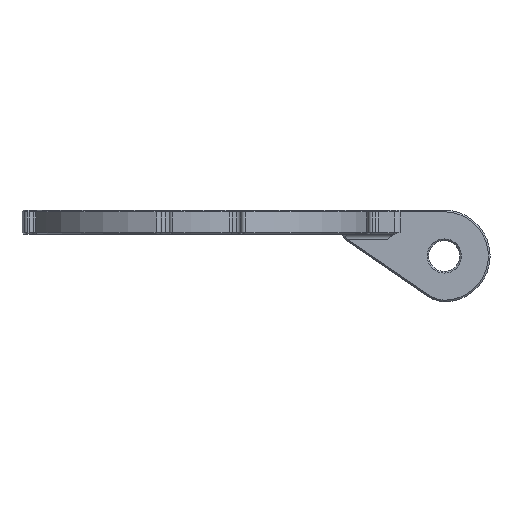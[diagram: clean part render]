
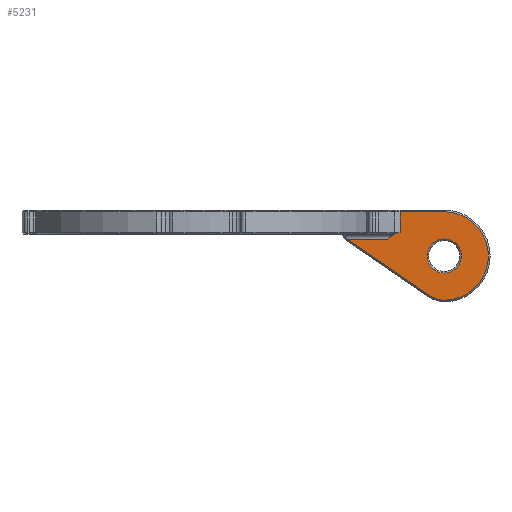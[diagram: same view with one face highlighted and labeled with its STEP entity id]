
A CAD part, left-side view. The second image highlights one B-rep face of the part: STEP entity #5231.
In plain terms, the highlighted planar face has unit normal (-1, 0, 0).
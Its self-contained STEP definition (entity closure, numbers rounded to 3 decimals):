
#146=FACE_BOUND('',#905,.T.);
#149=CIRCLE('',#5589,7.6);
#150=CIRCLE('',#5590,11.104);
#151=CIRCLE('',#5591,11.104);
#152=CIRCLE('',#5592,4.3);
#408=(
BOUNDED_CURVE()
B_SPLINE_CURVE(2,(#7937,#7938,#7939),.UNSPECIFIED.,.F.,.F.)
B_SPLINE_CURVE_WITH_KNOTS((3,3),(1.044,1.177),
 .UNSPECIFIED.)
CURVE()
GEOMETRIC_REPRESENTATION_ITEM()
RATIONAL_B_SPLINE_CURVE((1.886,1.805,1.689))
REPRESENTATION_ITEM('')
);
#409=(
BOUNDED_CURVE()
B_SPLINE_CURVE(2,(#7955,#7956,#7957),.UNSPECIFIED.,.F.,.F.)
B_SPLINE_CURVE_WITH_KNOTS((3,3),(0.14,0.279),
 .UNSPECIFIED.)
CURVE()
GEOMETRIC_REPRESENTATION_ITEM()
RATIONAL_B_SPLINE_CURVE((1.,1.049,1.))
REPRESENTATION_ITEM('')
);
#420=PLANE('',#5588);
#563=FACE_OUTER_BOUND('',#904,.T.);
#904=EDGE_LOOP('',(#3559,#3560,#3561,#3562,#3563,#3564,#3565,#3566,#3567,
#3568,#3569));
#905=EDGE_LOOP('',(#3570));
#1271=LINE('',#7933,#1777);
#1272=LINE('',#7940,#1778);
#1273=LINE('',#7942,#1779);
#1274=LINE('',#7948,#1780);
#1275=LINE('',#7952,#1781);
#1276=LINE('',#7954,#1782);
#1777=VECTOR('',#6198,10.);
#1778=VECTOR('',#6201,10.);
#1779=VECTOR('',#6202,10.);
#1780=VECTOR('',#6207,10.);
#1781=VECTOR('',#6210,10.);
#1782=VECTOR('',#6211,10.);
#2287=VERTEX_POINT('',#7908);
#2290=VERTEX_POINT('',#7931);
#2291=VERTEX_POINT('',#7935);
#2292=VERTEX_POINT('',#7936);
#2293=VERTEX_POINT('',#7941);
#2294=VERTEX_POINT('',#7943);
#2295=VERTEX_POINT('',#7945);
#2296=VERTEX_POINT('',#7947);
#2297=VERTEX_POINT('',#7949);
#2298=VERTEX_POINT('',#7951);
#2299=VERTEX_POINT('',#7953);
#2300=VERTEX_POINT('',#7958);
#2754=EDGE_CURVE('',#2290,#2287,#1271,.T.);
#2755=EDGE_CURVE('',#2291,#2292,#408,.T.);
#2756=EDGE_CURVE('',#2292,#2287,#1272,.T.);
#2757=EDGE_CURVE('',#2293,#2290,#1273,.T.);
#2758=EDGE_CURVE('',#2294,#2293,#149,.T.);
#2759=EDGE_CURVE('',#2295,#2294,#150,.T.);
#2760=EDGE_CURVE('',#2296,#2295,#1274,.T.);
#2761=EDGE_CURVE('',#2297,#2296,#151,.T.);
#2762=EDGE_CURVE('',#2298,#2297,#1275,.T.);
#2763=EDGE_CURVE('',#2299,#2298,#1276,.T.);
#2764=EDGE_CURVE('',#2291,#2299,#409,.F.);
#2765=EDGE_CURVE('',#2300,#2300,#152,.T.);
#3559=ORIENTED_EDGE('',*,*,#2755,.T.);
#3560=ORIENTED_EDGE('',*,*,#2756,.T.);
#3561=ORIENTED_EDGE('',*,*,#2754,.F.);
#3562=ORIENTED_EDGE('',*,*,#2757,.F.);
#3563=ORIENTED_EDGE('',*,*,#2758,.F.);
#3564=ORIENTED_EDGE('',*,*,#2759,.F.);
#3565=ORIENTED_EDGE('',*,*,#2760,.F.);
#3566=ORIENTED_EDGE('',*,*,#2761,.F.);
#3567=ORIENTED_EDGE('',*,*,#2762,.F.);
#3568=ORIENTED_EDGE('',*,*,#2763,.F.);
#3569=ORIENTED_EDGE('',*,*,#2764,.F.);
#3570=ORIENTED_EDGE('',*,*,#2765,.F.);
#5231=ADVANCED_FACE('',(#563,#146),#420,.T.);
#5588=AXIS2_PLACEMENT_3D('',#7934,#6199,#6200);
#5589=AXIS2_PLACEMENT_3D('',#7944,#6203,#6204);
#5590=AXIS2_PLACEMENT_3D('',#7946,#6205,#6206);
#5591=AXIS2_PLACEMENT_3D('',#7950,#6208,#6209);
#5592=AXIS2_PLACEMENT_3D('',#7959,#6212,#6213);
#6198=DIRECTION('',(0.,-1.,0.));
#6199=DIRECTION('center_axis',(-1.,0.,0.));
#6200=DIRECTION('ref_axis',(0.,-1.,0.));
#6201=DIRECTION('',(0.,0.809,-0.588));
#6202=DIRECTION('',(0.,0.825,0.565));
#6203=DIRECTION('center_axis',(1.,0.,0.));
#6204=DIRECTION('ref_axis',(0.,0.005,-1.));
#6205=DIRECTION('center_axis',(1.,0.,0.));
#6206=DIRECTION('ref_axis',(0.,-0.027,-1.));
#6207=DIRECTION('',(0.,0.,-1.));
#6208=DIRECTION('center_axis',(1.,0.,0.));
#6209=DIRECTION('ref_axis',(0.,0.027,1.));
#6210=DIRECTION('',(0.,-1.,0.));
#6211=DIRECTION('',(0.,0.,1.));
#6212=DIRECTION('center_axis',(-1.,0.,0.));
#6213=DIRECTION('ref_axis',(0.,1.,0.));
#7908=CARTESIAN_POINT('',(-2.8,-46.852,18.7));
#7931=CARTESIAN_POINT('',(-2.8,-36.769,18.7));
#7933=CARTESIAN_POINT('',(-2.8,-31.406,18.7));
#7934=CARTESIAN_POINT('Origin',(-2.8,-49.,20.));
#7935=CARTESIAN_POINT('',(-2.8,-48.725,20.));
#7936=CARTESIAN_POINT('',(-2.8,-47.931,19.485));
#7937=CARTESIAN_POINT('Ctrl Pts',(-2.8,-48.725,20.));
#7938=CARTESIAN_POINT('Ctrl Pts',(-2.8,-48.366,19.802));
#7939=CARTESIAN_POINT('Ctrl Pts',(-2.8,-47.931,19.485));
#7940=CARTESIAN_POINT('',(-2.8,-45.688,17.854));
#7941=CARTESIAN_POINT('',(-2.8,-57.178,4.729));
#7942=CARTESIAN_POINT('',(-2.8,-51.856,8.372));
#7943=CARTESIAN_POINT('',(-2.8,-61.43,3.4));
#7944=CARTESIAN_POINT('Origin',(-2.8,-61.471,11.));
#7945=CARTESIAN_POINT('',(-2.8,-72.223,14.194));
#7946=CARTESIAN_POINT('Origin',(-2.8,-61.123,14.5));
#7947=CARTESIAN_POINT('',(-2.8,-72.223,14.806));
#7948=CARTESIAN_POINT('',(-2.8,-72.223,20.));
#7949=CARTESIAN_POINT('',(-2.8,-61.429,25.6));
#7950=CARTESIAN_POINT('Origin',(-2.8,-61.123,14.5));
#7951=CARTESIAN_POINT('',(-2.8,-50.051,25.6));
#7952=CARTESIAN_POINT('',(-2.8,-31.406,25.6));
#7953=CARTESIAN_POINT('',(-2.8,-50.051,20.4));
#7954=CARTESIAN_POINT('',(-2.8,-50.051,20.));
#7955=CARTESIAN_POINT('Ctrl Pts',(-2.8,-50.051,20.4));
#7956=CARTESIAN_POINT('Ctrl Pts',(-2.8,-49.448,20.4));
#7957=CARTESIAN_POINT('Ctrl Pts',(-2.8,-48.725,20.));
#7958=CARTESIAN_POINT('',(-2.8,-65.423,14.5));
#7959=CARTESIAN_POINT('Origin',(-2.8,-61.123,14.5));
